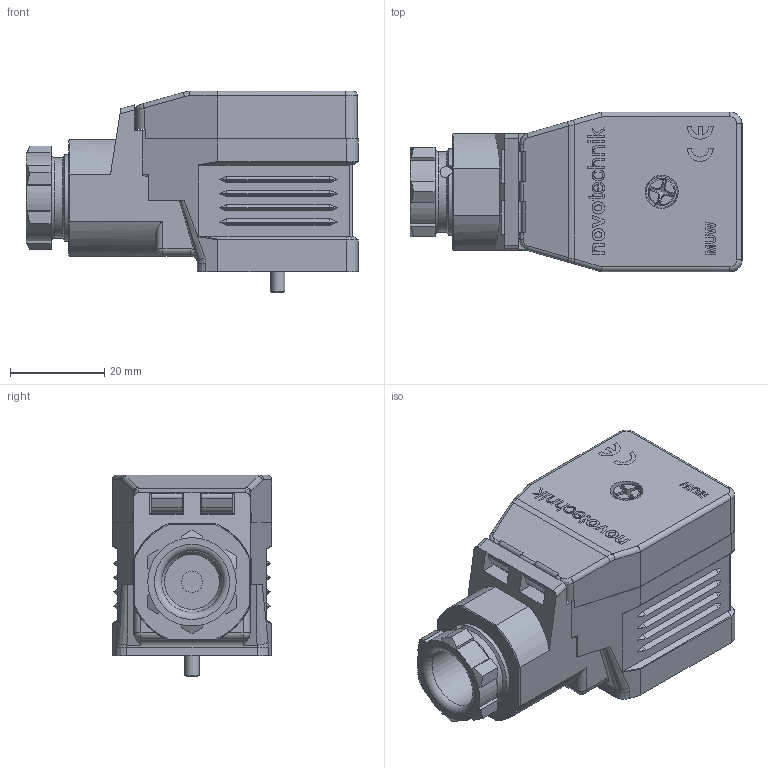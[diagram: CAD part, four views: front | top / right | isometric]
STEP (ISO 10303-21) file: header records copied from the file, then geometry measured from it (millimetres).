
FILE_DESCRIPTION((''),'2;1');
FILE_NAME('MUW0000018 - MUW 3D-Modell.stp','2007-11-16T10:57:59',('d.geisbauer'),(''),'Autodesk Inventor 2008','Autodesk Inventor 2008','');
FILE_SCHEMA(('AUTOMOTIVE_DESIGN { 1 0 10303 214 1 1 1 1 }'));
Length unit declared in the file: millimetre
Products named in the file (1): MUW - 3D-Modell
Bounding box: 70.3 x 33.8 x 42.71 mm (x, y, z)
Volume: 57681.2 mm3; surface area: 21442.3 mm2
Topology: 3 solids, 3 shells, 1676 faces, 4730 edges, 3084 vertices
Faces by surface type: plane 1037, cylinder 290, bspline 275, cone 44, torus 18, sphere 12
Full cylindrical faces by diameter (mm): 1.85 x1, 2 x9, 2.6 x1, 3 x5, 3.1 x4, 4.5 x1, 4.8 x1, 5.7 x1, 5.8 x1, 8.5 x1, 11.6 x1, 12.1 x1, 12.9 x1, 17 x1, 18.4 x1
Entity records: 59815 total; most frequent: CARTESIAN_POINT 16327, ORIENTED_EDGE 9324, DIRECTION 7590, EDGE_CURVE 4662, VECTOR 3314, LINE 3314, VERTEX_POINT 3061, AXIS2_PLACEMENT_3D 2138
